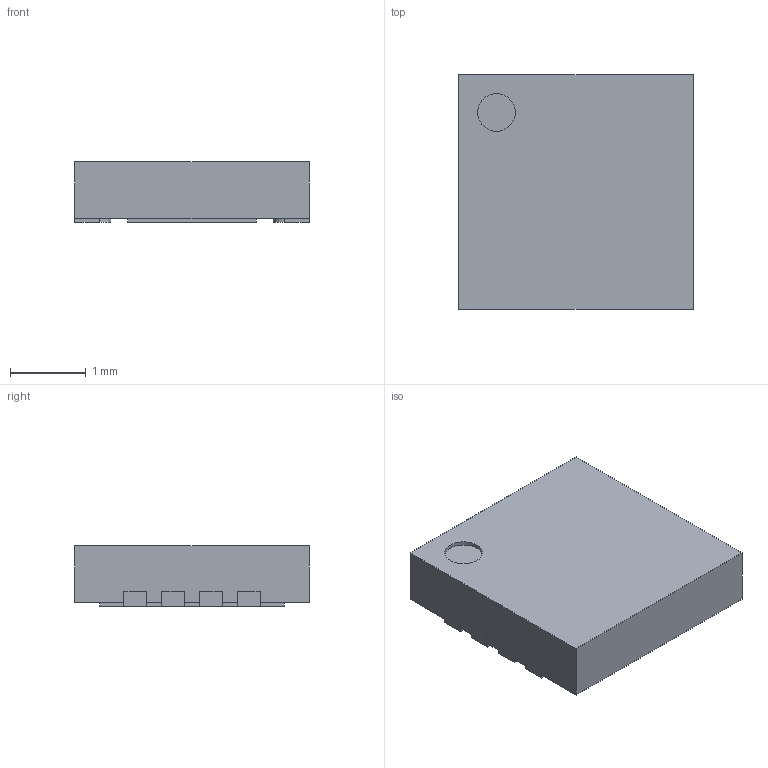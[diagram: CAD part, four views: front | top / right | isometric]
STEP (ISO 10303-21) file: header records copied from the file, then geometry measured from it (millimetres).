
FILE_DESCRIPTION(/* description */ (''),/* implementation_level */ '2;1');
FILE_NAME(/* name */ 'SON50P300X300X80-9N-R170X244.stp',/* time_stamp */ '2015-04-23T16:15:17+02:00',/* author */ ('admchouv'),/* organization */ (''),/* preprocessor_version */ 'ST-DEVELOPER v15.5',/* originating_system */ 'AutoCAD Mechanical',/* authorisation */ '');
FILE_SCHEMA (('AUTOMOTIVE_DESIGN { 1 0 10303 214 3 1 1 }'));
Length unit declared in the file: millimetre
Products named in the file (1): Product
Bounding box: 3.1 x 3.1 x 0.8 mm (x, y, z)
Volume: 7.5 mm3; surface area: 42.7 mm2
Topology: 10 solids, 10 shells, 96 faces, 225 edges, 150 vertices
Faces by surface type: plane 78, cylinder 18
Full cylindrical faces by diameter (mm): 0.5 x1
Entity records: 2750 total; most frequent: CARTESIAN_POINT 471, DIRECTION 454, ORIENTED_EDGE 448, EDGE_CURVE 224, LINE 188, VECTOR 188, VERTEX_POINT 150, AXIS2_PLACEMENT_3D 133
